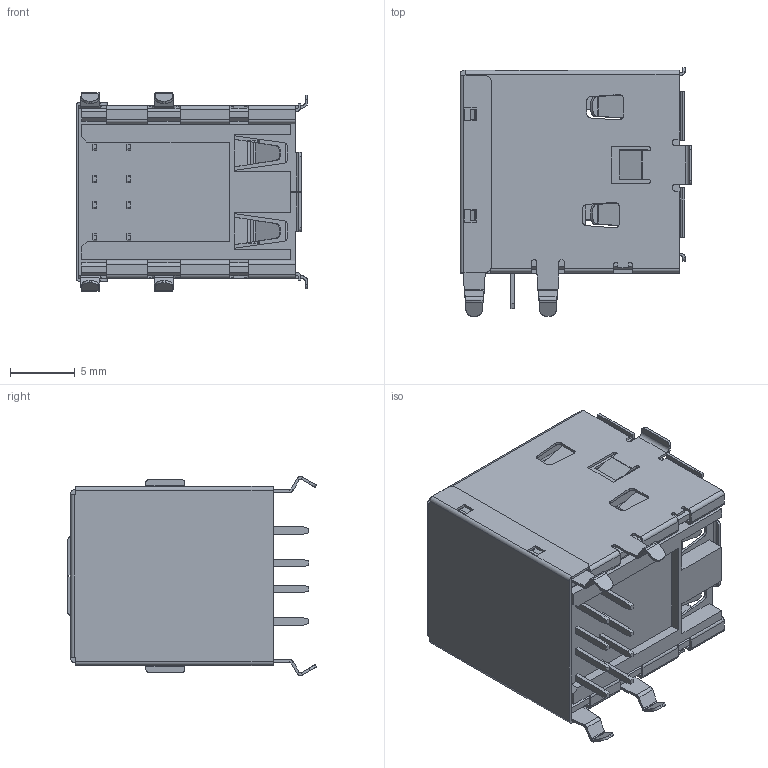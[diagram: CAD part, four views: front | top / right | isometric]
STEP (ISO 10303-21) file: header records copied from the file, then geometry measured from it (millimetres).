
FILE_DESCRIPTION (( 'STEP AP203' ), '1' );
FILE_NAME ('2X USB2.0 PORTS- RPi4ModelB.STEP_Predeterminado_sldprt.STEP', '2022-06-23T14:41:32', ( '' ), ( '' ), 'SwSTEP 2.0', 'SolidWorks 2020', '' );
FILE_SCHEMA (( 'CONFIG_CONTROL_DESIGN' ));
Length unit declared in the file: millimetre
Products named in the file (1): 2X USB2.0 PORTS- RPi4ModelB.STEP_Predeterminado_sldprt
Bounding box: 17.86 x 19.16 x 15.32 mm (x, y, z)
Volume: 2646.2 mm3; surface area: 3195.5 mm2
Topology: 1 solids, 1 shells, 1086 faces, 3102 edges, 1993 vertices
Faces by surface type: plane 722, cylinder 301, bspline 63
Entity records: 39492 total; most frequent: CARTESIAN_POINT 12371, ORIENTED_EDGE 6204, DIRECTION 4659, EDGE_CURVE 3102, LINE 2353, VECTOR 2353, VERTEX_POINT 1993, AXIS2_PLACEMENT_3D 1153
